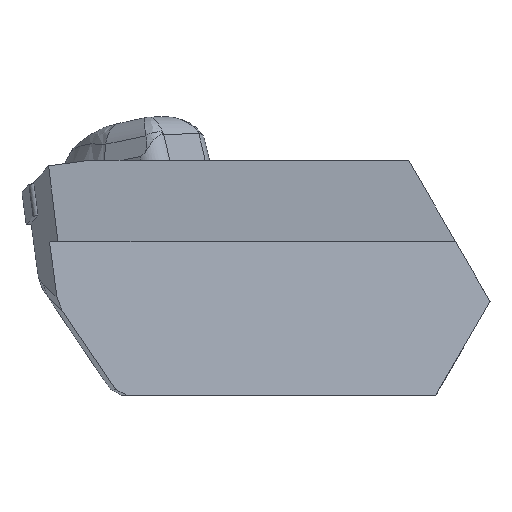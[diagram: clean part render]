
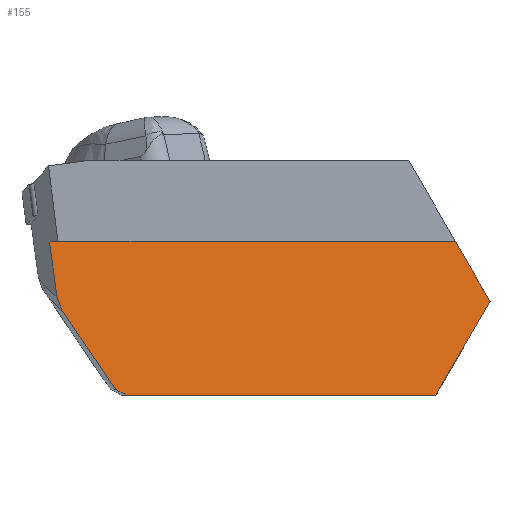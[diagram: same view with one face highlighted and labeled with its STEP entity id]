
A CAD part, top view. The second image highlights one B-rep face of the part: STEP entity #155.
In plain terms, the highlighted planar face has unit normal (0, 0.139, 0.99).
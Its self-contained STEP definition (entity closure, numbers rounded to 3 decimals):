
#155=ADVANCED_FACE('',(#261),#219,.T.);
#219=PLANE('',#1379);
#261=FACE_OUTER_BOUND('',#320,.T.);
#320=EDGE_LOOP('',(#475,#476,#477,#478,#479,#480,#481,#482));
#475=ORIENTED_EDGE('',*,*,#949,.F.);
#476=ORIENTED_EDGE('',*,*,#950,.T.);
#477=ORIENTED_EDGE('',*,*,#948,.T.);
#478=ORIENTED_EDGE('',*,*,#951,.T.);
#479=ORIENTED_EDGE('',*,*,#952,.T.);
#480=ORIENTED_EDGE('',*,*,#953,.T.);
#481=ORIENTED_EDGE('',*,*,#931,.T.);
#482=ORIENTED_EDGE('',*,*,#954,.T.);
#811=VERTEX_POINT('',#1821);
#812=VERTEX_POINT('',#1823);
#821=VERTEX_POINT('',#1849);
#824=VERTEX_POINT('',#1854);
#825=VERTEX_POINT('',#1858);
#826=VERTEX_POINT('',#1859);
#827=VERTEX_POINT('',#1862);
#828=VERTEX_POINT('',#1864);
#931=EDGE_CURVE('',#812,#811,#1106,.T.);
#948=EDGE_CURVE('',#821,#824,#1123,.T.);
#949=EDGE_CURVE('',#825,#826,#1124,.T.);
#950=EDGE_CURVE('',#825,#821,#1125,.T.);
#951=EDGE_CURVE('',#824,#827,#1126,.T.);
#952=EDGE_CURVE('',#827,#828,#1127,.T.);
#953=EDGE_CURVE('',#828,#812,#1128,.T.);
#954=EDGE_CURVE('',#811,#826,#1129,.T.);
#1106=LINE('',#1822,#1213);
#1123=LINE('',#1855,#1230);
#1124=LINE('',#1857,#1231);
#1125=LINE('',#1860,#1232);
#1126=LINE('',#1861,#1233);
#1127=LINE('',#1863,#1234);
#1128=LINE('',#1865,#1235);
#1129=LINE('',#1866,#1236);
#1213=VECTOR('',#1496,1.);
#1230=VECTOR('',#1519,1.);
#1231=VECTOR('',#1522,1.);
#1232=VECTOR('',#1523,1.);
#1233=VECTOR('',#1524,1.);
#1234=VECTOR('',#1525,1.);
#1235=VECTOR('',#1526,1.);
#1236=VECTOR('',#1527,1.);
#1379=AXIS2_PLACEMENT_3D('',#1867,#1528,#1529);
#1496=DIRECTION('',(0.136,-0.981,0.138));
#1519=DIRECTION('',(1.,0.,0.));
#1522=DIRECTION('',(-0.558,0.822,-0.116));
#1523=DIRECTION('',(0.881,-0.468,0.066));
#1524=DIRECTION('',(0.496,0.86,-0.121));
#1525=DIRECTION('',(-0.496,0.86,-0.121));
#1526=DIRECTION('',(-1.,0.,0.));
#1527=DIRECTION('',(0.356,-0.925,0.13));
#1528=DIRECTION('',(0.,0.139,0.99));
#1529=DIRECTION('',(0.,-0.99,0.139));
#1821=CARTESIAN_POINT('',(-62.056,-15.481,1.164));
#1822=CARTESIAN_POINT('',(-62.651,-11.172,0.558));
#1823=CARTESIAN_POINT('',(-63.2,-7.2,0.));
#1849=CARTESIAN_POINT('',(-51.819,-29.9,3.19));
#1854=CARTESIAN_POINT('',(-6.037,-29.9,3.19));
#1855=CARTESIAN_POINT('',(-33.352,-29.9,3.19));
#1857=CARTESIAN_POINT('',(-57.375,-23.188,2.247));
#1858=CARTESIAN_POINT('',(-53.383,-29.07,3.074));
#1859=CARTESIAN_POINT('',(-61.335,-17.352,1.427));
#1860=CARTESIAN_POINT('',(-54.785,-28.326,2.969));
#1861=CARTESIAN_POINT('',(-4.365,-27.003,2.783));
#1862=CARTESIAN_POINT('',(1.963,-16.044,1.243));
#1863=CARTESIAN_POINT('',(-10.585,5.69,-1.812));
#1864=CARTESIAN_POINT('',(-3.143,-7.2,0.));
#1865=CARTESIAN_POINT('',(-68.,-7.2,0.));
#1866=CARTESIAN_POINT('',(-61.762,-16.245,1.271));
#1867=CARTESIAN_POINT('',(-33.352,-7.2,0.));
